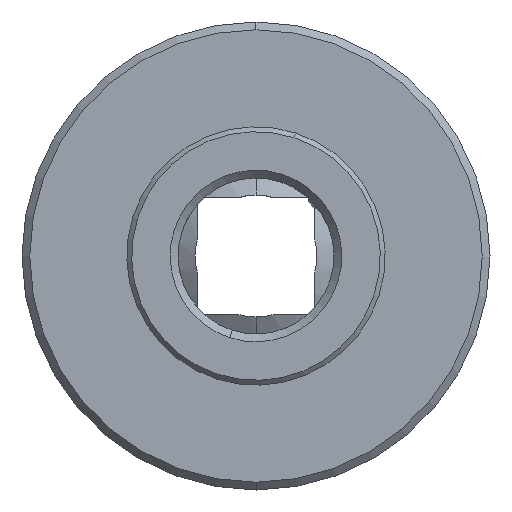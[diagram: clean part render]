
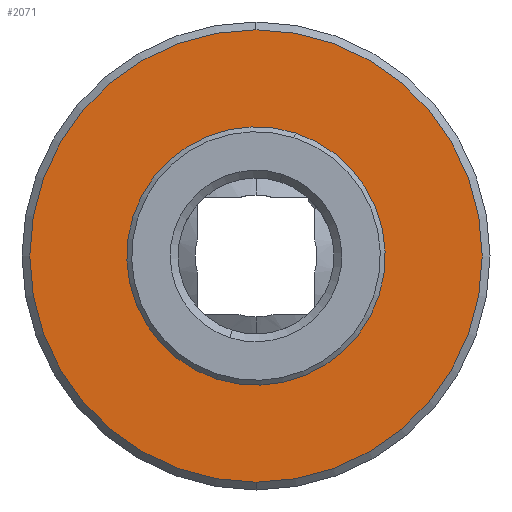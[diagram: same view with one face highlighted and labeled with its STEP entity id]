
A CAD part, left-side view. The second image highlights one B-rep face of the part: STEP entity #2071.
In plain terms, the highlighted planar face has unit normal (-1, 0, 0).
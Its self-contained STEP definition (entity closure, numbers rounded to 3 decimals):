
#1 = DIRECTION ( 'NONE',  ( 0., 0., -1. ) ) ;
#50 = CARTESIAN_POINT ( 'NONE',  ( 0., 0., 0. ) ) ;
#53 = DIRECTION ( 'NONE',  ( 1., 0., 0. ) ) ;
#57 = DIRECTION ( 'NONE',  ( 0., 0., -1. ) ) ;
#83 = CARTESIAN_POINT ( 'NONE',  ( 0., 0., 0. ) ) ;
#112 = DIRECTION ( 'NONE',  ( 1., 0., 0. ) ) ;
#253 = CARTESIAN_POINT ( 'NONE',  ( 0., 0., 0. ) ) ;
#274 = DIRECTION ( 'NONE',  ( 0., 0., -1. ) ) ;
#276 = DIRECTION ( 'NONE',  ( 1., 0., 0. ) ) ;
#287 = VERTEX_POINT ( 'NONE', #1058 ) ;
#288 = VERTEX_POINT ( 'NONE', #1080 ) ;
#357 = CARTESIAN_POINT ( 'NONE',  ( 0., 0., 0. ) ) ;
#362 = EDGE_LOOP ( 'NONE', ( #2179, #2156 ) ) ;
#368 = DIRECTION ( 'NONE',  ( 1., 0., 0. ) ) ;
#403 = DIRECTION ( 'NONE',  ( 0., 0., -1. ) ) ;
#443 = VERTEX_POINT ( 'NONE', #1111 ) ;
#725 = AXIS2_PLACEMENT_3D ( 'NONE', #50, #53, #57 ) ;
#728 = AXIS2_PLACEMENT_3D ( 'NONE', #83, #112, #1 ) ;
#750 = AXIS2_PLACEMENT_3D ( 'NONE', #253, #276, #274 ) ;
#751 = CIRCLE ( 'NONE', #728, 11. ) ;
#776 = AXIS2_PLACEMENT_3D ( 'NONE', #357, #368, #403 ) ;
#782 = CIRCLE ( 'NONE', #725, 23.2 ) ;
#792 = CIRCLE ( 'NONE', #750, 11. ) ;
#827 = CIRCLE ( 'NONE', #776, 23.2 ) ;
#966 = AXIS2_PLACEMENT_3D ( 'NONE', #2640, #2631, #2629 ) ;
#998 = VERTEX_POINT ( 'NONE', #1478 ) ;
#1058 = CARTESIAN_POINT ( 'NONE',  ( 0., 0., 11. ) ) ;
#1080 = CARTESIAN_POINT ( 'NONE',  ( 0., 0., -11. ) ) ;
#1111 = CARTESIAN_POINT ( 'NONE',  ( 0., 0., -23.2 ) ) ;
#1138 = FACE_BOUND ( 'NONE', #362, .T. ) ;
#1155 = FACE_OUTER_BOUND ( 'NONE', #2088, .T. ) ;
#1478 = CARTESIAN_POINT ( 'NONE',  ( 0., 0., 23.2 ) ) ;
#2071 = ADVANCED_FACE ( 'NONE', ( #1138, #1155 ), #2644, .T. ) ;
#2088 = EDGE_LOOP ( 'NONE', ( #2185, #2183 ) ) ;
#2156 = ORIENTED_EDGE ( 'NONE', *, *, #2355, .T. ) ;
#2179 = ORIENTED_EDGE ( 'NONE', *, *, #2319, .T. ) ;
#2183 = ORIENTED_EDGE ( 'NONE', *, *, #2358, .F. ) ;
#2185 = ORIENTED_EDGE ( 'NONE', *, *, #2294, .F. ) ;
#2294 = EDGE_CURVE ( 'NONE', #443, #998, #827, .T. ) ;
#2319 = EDGE_CURVE ( 'NONE', #288, #287, #792, .T. ) ;
#2355 = EDGE_CURVE ( 'NONE', #287, #288, #751, .T. ) ;
#2358 = EDGE_CURVE ( 'NONE', #998, #443, #782, .T. ) ;
#2629 = DIRECTION ( 'NONE',  ( 0., 0., 1. ) ) ;
#2631 = DIRECTION ( 'NONE',  ( -1., 0., 0. ) ) ;
#2640 = CARTESIAN_POINT ( 'NONE',  ( 0., 23.2, 0. ) ) ;
#2644 = PLANE ( 'NONE',  #966 ) ;
